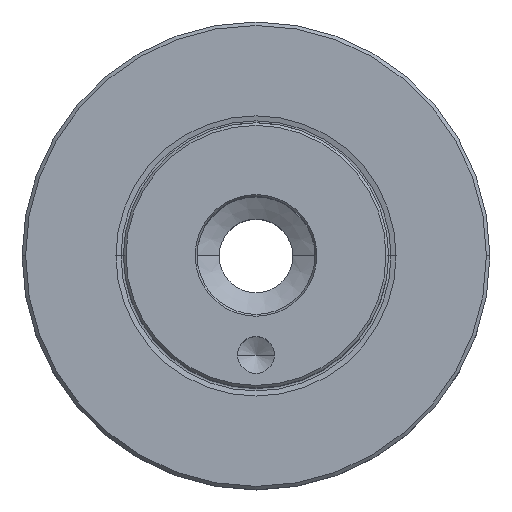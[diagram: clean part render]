
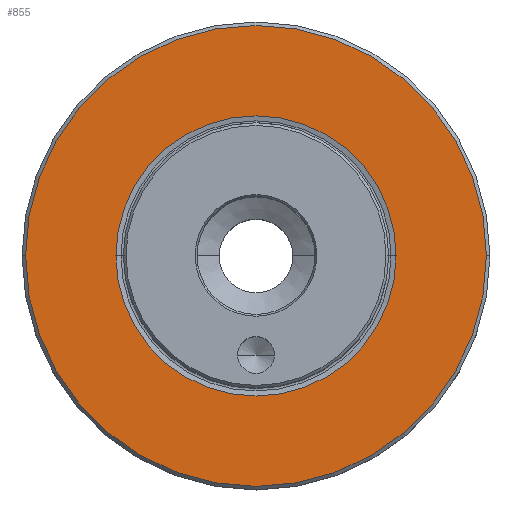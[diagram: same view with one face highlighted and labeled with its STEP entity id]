
A CAD part, top view. The second image highlights one B-rep face of the part: STEP entity #855.
In plain terms, the highlighted planar face has unit normal (0, 0, 1).
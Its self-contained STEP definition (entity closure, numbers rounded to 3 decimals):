
#573=VERTEX_POINT('NONE',#1586);
#619=VERTEX_POINT('NONE',#1636);
#661=EDGE_CURVE('NONE',#683,#1279,#1683,.T.);
#683=VERTEX_POINT('NONE',#1707);
#779=EDGE_CURVE('NONE',#573,#619,#1819,.T.);
#799=EDGE_CURVE('NONE',#619,#573,#1842,.F.);
#855=ADVANCED_FACE('NONE',(#1903,#1904),#1905,.T.);
#1063=EDGE_CURVE('NONE',#1279,#683,#2130,.T.);
#1279=VERTEX_POINT('NONE',#2374);
#1586=CARTESIAN_POINT('',(19.012,0.0,0.0));
#1636=CARTESIAN_POINT('',(-19.012,0.,0.0));
#1683=CIRCLE('',#2942,31.275);
#1707=CARTESIAN_POINT('',(-31.275,0.0,0.0));
#1819=CIRCLE('',#3193,19.012);
#1842=CIRCLE('',#3248,19.012);
#1903=FACE_OUTER_BOUND('',#3326,.T.);
#1904=FACE_BOUND('',#3327,.T.);
#1905=PLANE('',#3328);
#2130=CIRCLE('',#3775,31.275);
#2374=CARTESIAN_POINT('',(31.275,0.,0.0));
#2942=AXIS2_PLACEMENT_3D('',#4923,#4924,#4925);
#3193=AXIS2_PLACEMENT_3D('',#5107,#5108,#5109);
#3248=AXIS2_PLACEMENT_3D('',#5141,#5142,#5143);
#3326=EDGE_LOOP('',(#5207,#5208));
#3327=EDGE_LOOP('',(#5209,#5210));
#3328=AXIS2_PLACEMENT_3D('',#5211,#5212,#5213);
#3775=AXIS2_PLACEMENT_3D('',#5444,#5445,#5446);
#4923=CARTESIAN_POINT('',(0.0,0.0,0.0));
#4924=DIRECTION('',(0.0,0.0,-1.0));
#4925=DIRECTION('',(-1.0,0.0,0.0));
#5107=CARTESIAN_POINT('',(0.0,0.0,0.0));
#5108=DIRECTION('',(0.0,0.0,1.0));
#5109=DIRECTION('',(1.0,0.0,0.0));
#5141=CARTESIAN_POINT('',(0.0,0.0,0.0));
#5142=DIRECTION('',(0.0,0.0,-1.0));
#5143=DIRECTION('',(1.0,0.0,0.0));
#5207=ORIENTED_EDGE('',*,*,#661,.F.);
#5208=ORIENTED_EDGE('',*,*,#1063,.F.);
#5209=ORIENTED_EDGE('',*,*,#779,.F.);
#5210=ORIENTED_EDGE('',*,*,#799,.F.);
#5211=CARTESIAN_POINT('',(0.0,31.75,0.0));
#5212=DIRECTION('',(0.0,0.0,1.0));
#5213=DIRECTION('',(1.0,0.0,0.0));
#5444=CARTESIAN_POINT('',(0.0,0.0,0.0));
#5445=DIRECTION('',(0.0,0.0,-1.0));
#5446=DIRECTION('',(-1.0,0.0,0.0));
